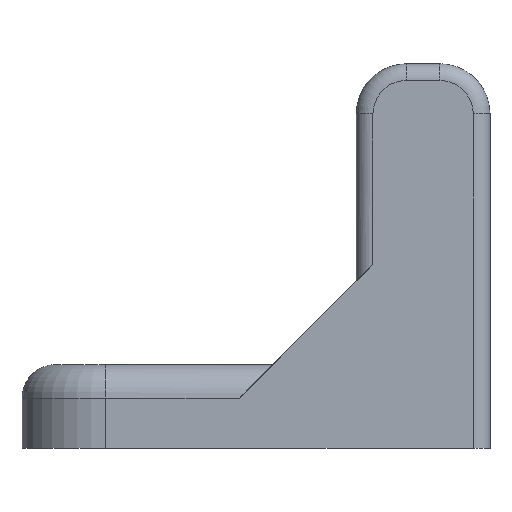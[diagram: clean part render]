
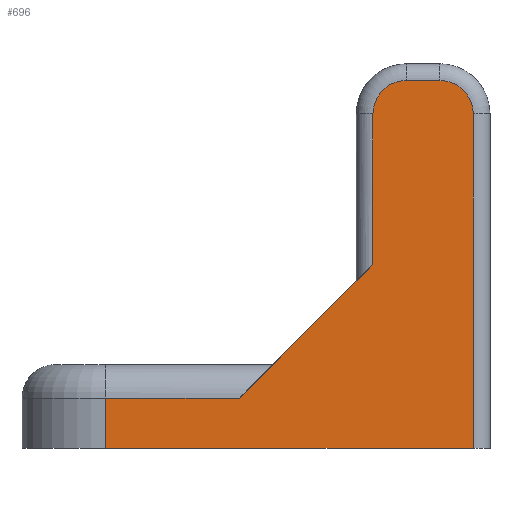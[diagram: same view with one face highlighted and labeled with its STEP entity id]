
A CAD part, front view. The second image highlights one B-rep face of the part: STEP entity #696.
In plain terms, the highlighted planar face has unit normal (0, -1, 0).
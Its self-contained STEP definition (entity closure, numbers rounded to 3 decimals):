
#21=PLANE('',#764);
#48=FACE_OUTER_BOUND('',#92,.T.);
#92=EDGE_LOOP('',(#483,#484,#485,#486,#487,#488,#489,#490,#491));
#144=LINE('',#1116,#200);
#145=LINE('',#1119,#201);
#146=LINE('',#1121,#202);
#147=LINE('',#1123,#203);
#148=LINE('',#1125,#204);
#149=LINE('',#1129,#205);
#150=LINE('',#1132,#206);
#200=VECTOR('',#878,10.);
#201=VECTOR('',#881,10.);
#202=VECTOR('',#882,10.);
#203=VECTOR('',#883,10.);
#204=VECTOR('',#884,10.);
#205=VECTOR('',#887,10.);
#206=VECTOR('',#890,10.);
#259=CIRCLE('',#765,2.);
#260=CIRCLE('',#766,2.);
#303=VERTEX_POINT('',#1106);
#305=VERTEX_POINT('',#1112);
#307=VERTEX_POINT('',#1118);
#308=VERTEX_POINT('',#1120);
#309=VERTEX_POINT('',#1122);
#310=VERTEX_POINT('',#1124);
#311=VERTEX_POINT('',#1126);
#312=VERTEX_POINT('',#1128);
#313=VERTEX_POINT('',#1130);
#374=EDGE_CURVE('',#303,#305,#144,.T.);
#375=EDGE_CURVE('',#307,#305,#145,.T.);
#376=EDGE_CURVE('',#308,#303,#146,.T.);
#377=EDGE_CURVE('',#308,#309,#147,.T.);
#378=EDGE_CURVE('',#310,#309,#148,.T.);
#379=EDGE_CURVE('',#311,#310,#259,.T.);
#380=EDGE_CURVE('',#312,#311,#149,.T.);
#381=EDGE_CURVE('',#313,#312,#260,.T.);
#382=EDGE_CURVE('',#307,#313,#150,.T.);
#483=ORIENTED_EDGE('',*,*,#375,.T.);
#484=ORIENTED_EDGE('',*,*,#374,.F.);
#485=ORIENTED_EDGE('',*,*,#376,.F.);
#486=ORIENTED_EDGE('',*,*,#377,.T.);
#487=ORIENTED_EDGE('',*,*,#378,.F.);
#488=ORIENTED_EDGE('',*,*,#379,.F.);
#489=ORIENTED_EDGE('',*,*,#380,.F.);
#490=ORIENTED_EDGE('',*,*,#381,.F.);
#491=ORIENTED_EDGE('',*,*,#382,.F.);
#696=ADVANCED_FACE('',(#48),#21,.T.);
#764=AXIS2_PLACEMENT_3D('',#1117,#879,#880);
#765=AXIS2_PLACEMENT_3D('',#1127,#885,#886);
#766=AXIS2_PLACEMENT_3D('',#1131,#888,#889);
#878=DIRECTION('',(1.,0.,0.));
#879=DIRECTION('center_axis',(0.,-1.,0.));
#880=DIRECTION('ref_axis',(1.,0.,0.));
#881=DIRECTION('',(-0.707,0.,-0.707));
#882=DIRECTION('',(0.,0.,1.));
#883=DIRECTION('',(1.,0.,0.));
#884=DIRECTION('',(0.,0.,-1.));
#885=DIRECTION('center_axis',(0.,1.,0.));
#886=DIRECTION('ref_axis',(0.707,0.,0.707));
#887=DIRECTION('',(1.,0.,0.));
#888=DIRECTION('center_axis',(0.,1.,0.));
#889=DIRECTION('ref_axis',(-0.707,0.,0.707));
#890=DIRECTION('',(0.,0.,1.));
#1106=CARTESIAN_POINT('',(5.,0.,3.));
#1112=CARTESIAN_POINT('',(13.,0.,3.));
#1116=CARTESIAN_POINT('',(7.,0.,3.));
#1117=CARTESIAN_POINT('Origin',(0.,0.,0.));
#1118=CARTESIAN_POINT('',(21.,0.,11.));
#1119=CARTESIAN_POINT('',(20.,0.,10.));
#1120=CARTESIAN_POINT('',(5.,0.,0.));
#1121=CARTESIAN_POINT('',(5.,0.,0.));
#1122=CARTESIAN_POINT('',(27.,0.,0.));
#1123=CARTESIAN_POINT('',(0.,0.,0.));
#1124=CARTESIAN_POINT('',(27.,0.,20.));
#1125=CARTESIAN_POINT('',(27.,0.,0.));
#1126=CARTESIAN_POINT('',(25.,0.,22.));
#1127=CARTESIAN_POINT('Origin',(25.,0.,20.));
#1128=CARTESIAN_POINT('',(23.,0.,22.));
#1129=CARTESIAN_POINT('',(12.,0.,22.));
#1130=CARTESIAN_POINT('',(21.,0.,20.));
#1131=CARTESIAN_POINT('Origin',(23.,0.,20.));
#1132=CARTESIAN_POINT('',(21.,0.,5.));
